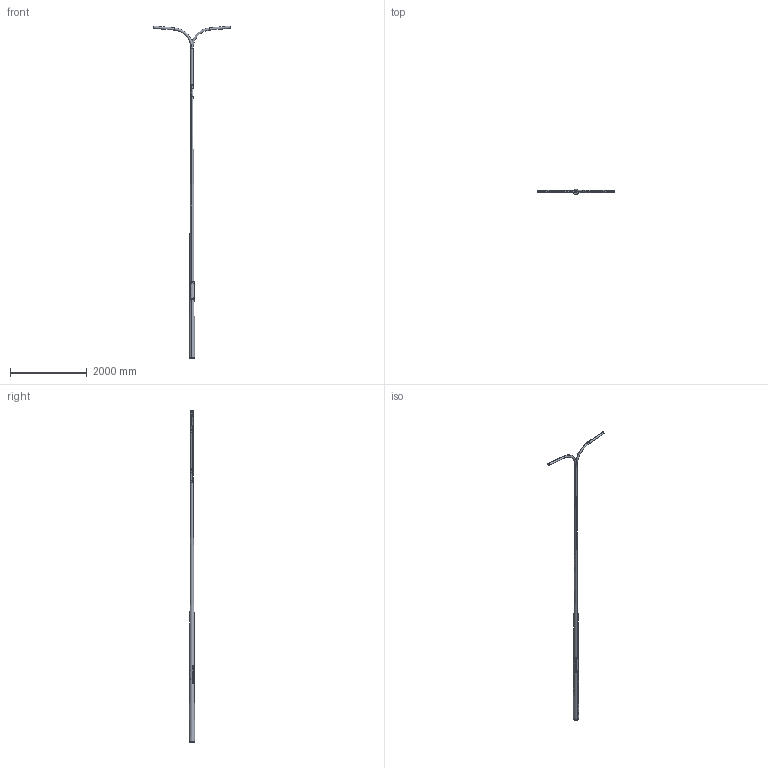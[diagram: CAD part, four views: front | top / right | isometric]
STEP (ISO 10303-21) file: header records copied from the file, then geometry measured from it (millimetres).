
FILE_DESCRIPTION (( 'STEP AP214' ), '1' );
FILE_NAME ('100800KGXS T110B108K 4607884 T-VARTINEN KARTIOPYLVÄS_3D.step', '2022-05-29T18:49:24', ( '' ), ( '' ), 'SwSTEP 2.0', 'SolidWorks 2021', '' );
FILE_SCHEMA (( 'AUTOMOTIVE_DESIGN' ));
Length unit declared in the file: millimetre
Products named in the file (13): KARTIORUNKO_B108K; KYTKENTÄAUKON LATTARAUTA_LATTA 4X20X100; KARTIOAIHIO_60-145-3-7100; T-KARTIOVARSI_T110BK; KYTKENTÄAUKON LUUKKU_60-145-3-7100; socket head cap screw_din_DIN 912 M6 x 16 --- 16N; PIDÄTINRUUVI DIN 914 - M10_DIN 914 - M10 x 10-N; PIDÄTINRUUVI DIN 914 - M10_DIN 914 - M10 x 16-N; 100800KGXS T110B108K 4607884 T-VARTINEN KARTIOPYLVÄS_3D; LATTA 5X16X460 KYTKENTÄAUKON VAHVIKE_C 1; VARREN NEOPREN-TIIVISTE_D50X4; T-VARREN LYHYEMPI AIHIO_T110BK; T-VARREN PIDEMPI AIHIO_T110BK
Assembly tree (21 placements, depth 3):
  100800KGXS T110B108K 4607884 T-VARTINEN KARTIOPYLVÄS_3D
    KARTIORUNKO_B108K
      KARTIOAIHIO_60-145-3-7100
      socket head cap screw_din_DIN 912 M6 x 16 --- 16N  x4
      LATTA 5X16X460 KYTKENTÄAUKON VAHVIKE_C 1  x2
      KYTKENTÄAUKON LATTARAUTA_LATTA 4X20X100  x2
      KYTKENTÄAUKON LUUKKU_60-145-3-7100
      PIDÄTINRUUVI DIN 914 - M10_DIN 914 - M10 x 10-N  x5
      PIDÄTINRUUVI DIN 914 - M10_DIN 914 - M10 x 16-N
    T-KARTIOVARSI_T110BK
      T-VARREN PIDEMPI AIHIO_T110BK
      T-VARREN LYHYEMPI AIHIO_T110BK
      VARREN NEOPREN-TIIVISTE_D50X4
Bounding box: 2005.26 x 145 x 8630.04 mm (x, y, z)
Volume: 8617698.4 mm3; surface area: 5856435.7 mm2
Topology: 20 solids, 20 shells, 351 faces, 825 edges, 504 vertices
Faces by surface type: plane 157, cylinder 86, cone 59, torus 34, bspline 15
Entity records: 11194 total; most frequent: CARTESIAN_POINT 5840, ORIENTED_EDGE 982, DIRECTION 916, EDGE_CURVE 491, AXIS2_PLACEMENT_3D 354, VERTEX_POINT 305, EDGE_LOOP 220, VECTOR 208
